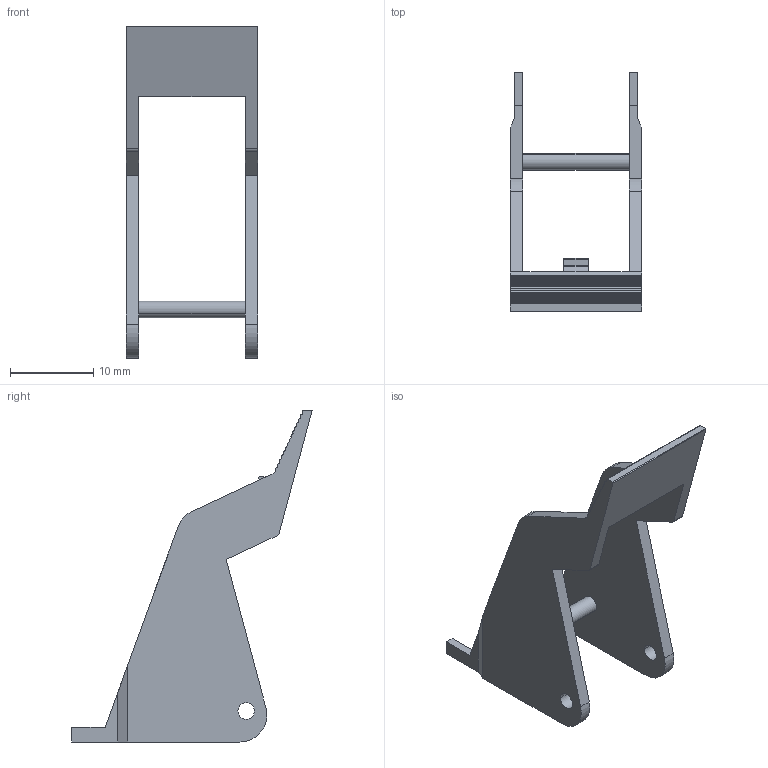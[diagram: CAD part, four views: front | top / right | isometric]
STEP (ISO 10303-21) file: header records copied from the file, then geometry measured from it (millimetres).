
FILE_DESCRIPTION(('CATIA V5R24 STEP','CAx-IF Rec.Pracs.--- Model Styling and Organization---1.2---2011-12-15'),'2;1');
FILE_NAME ('8060450_4_7760056352_S3D_SDI_CLIP.stp','2016-01-25T13:26:28+00:00',('none'),('Weidmueller'),'CATIA Version 5-6 Release 2014 SP4','CATIA V5 STEP AP214','none');
FILE_SCHEMA(('AUTOMOTIVE_DESIGN { 1 0 10303 214 1 1 1 1 }'));
Length unit declared in the file: millimetre
Products named in the file (1): S3D_SDI_CLIP
Bounding box: 15.8 x 28.94 x 40 mm (x, y, z)
Volume: 1494 mm3; surface area: 2392.8 mm2
Topology: 1 solids, 1 shells, 109 faces, 317 edges, 210 vertices
Faces by surface type: cylinder 63, plane 46
Entity records: 3553 total; most frequent: ORIENTED_EDGE 634, CARTESIAN_POINT 617, DIRECTION 486, EDGE_CURVE 317, AXIS2_PLACEMENT_3D 213, VERTEX_POINT 210, VECTOR 188, LINE 188
